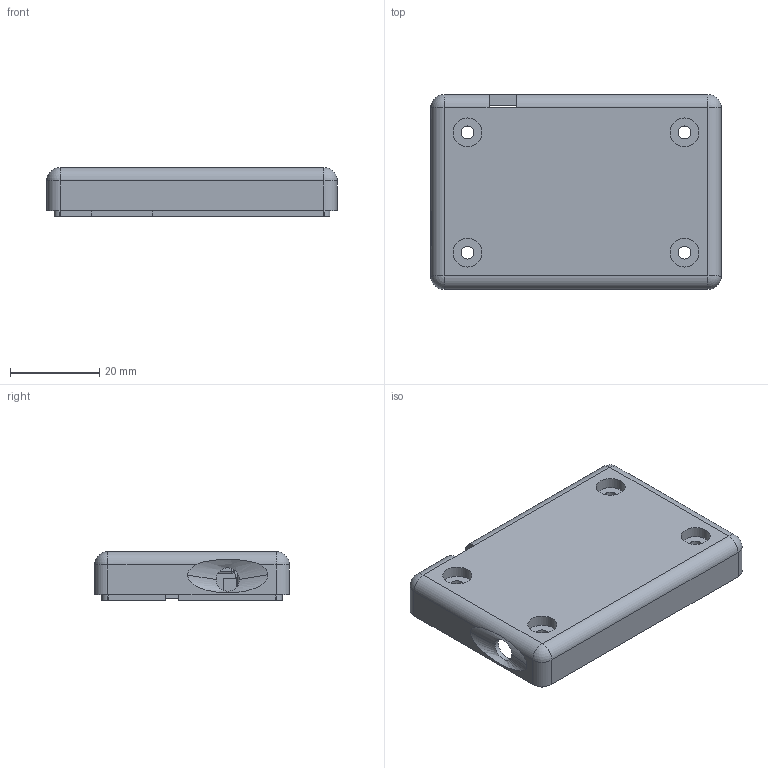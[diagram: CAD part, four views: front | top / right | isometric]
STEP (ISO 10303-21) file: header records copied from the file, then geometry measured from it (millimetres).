
FILE_DESCRIPTION(('FreeCAD Model'),'2;1');
FILE_NAME('Open CASCADE Shape Model','2025-05-10T21:43:24',('Author'),( ''),'Open CASCADE STEP processor 7.8','FreeCAD','Unknown');
FILE_SCHEMA(('AUTOMOTIVE_DESIGN { 1 0 10303 214 1 1 1 1 }'));
Length unit declared in the file: millimetre
Products named in the file (1): Body
Bounding box: 65.25 x 43.75 x 11 mm (x, y, z)
Volume: 10739.1 mm3; surface area: 10804.1 mm2
Topology: 1 solids, 1 shells, 297 faces, 756 edges, 449 vertices
Faces by surface type: plane 145, cylinder 95, bspline 19, sphere 19, cone 15, torus 4
Full cylindrical faces by diameter (mm): 2.9 x4, 5.25 x1, 6.501 x4, 8.501 x4
Entity records: 9221 total; most frequent: CARTESIAN_POINT 2249, ORIENTED_EDGE 1474, DIRECTION 1443, EDGE_CURVE 737, AXIS2_PLACEMENT_3D 523, VERTEX_POINT 449, LINE 397, VECTOR 397
